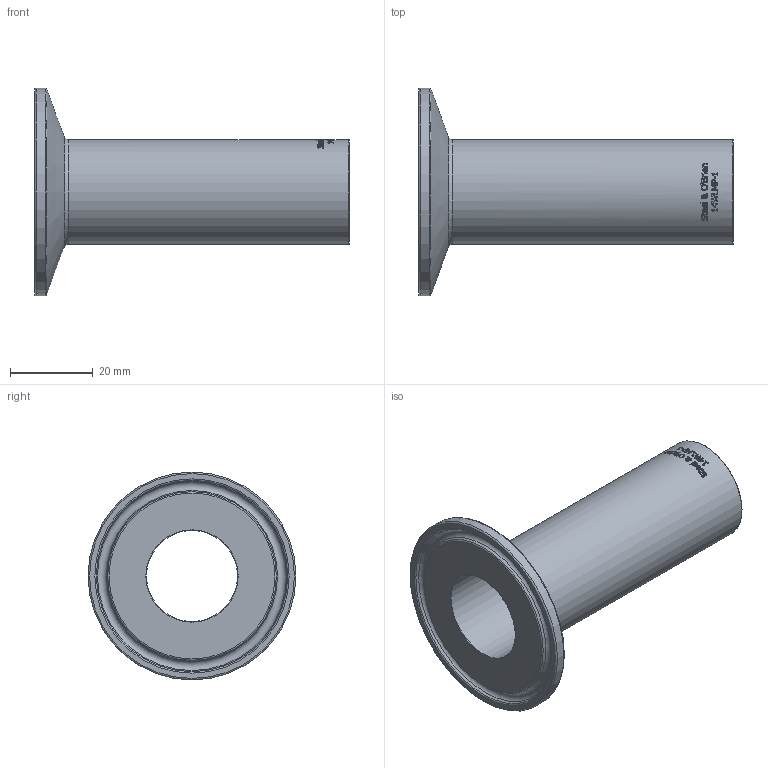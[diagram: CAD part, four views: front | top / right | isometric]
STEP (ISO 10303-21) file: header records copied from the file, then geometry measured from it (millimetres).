
FILE_DESCRIPTION(/* description */ (''),/* implementation_level */ '2;1');
FILE_NAME(/* name */ '14WLMP-1.stp',/* time_stamp */ '2019-01-23T16:17:27-05:00',/* author */ ('rick'),/* organization */ (''),/* preprocessor_version */ 'ST-DEVELOPER v15.2',/* originating_system */ 'Autodesk Inventor 2014',/* authorisation */ '');
FILE_SCHEMA (('AUTOMOTIVE_DESIGN { 1 0 10303 214 3 1 1 }'));
Length unit declared in the file: inch
Products named in the file (1): 14WLMP-1
Bounding box: 76.2 x 50.39 x 50.39 mm (x, y, z)
Volume: 16162.2 mm3; surface area: 14724.9 mm2
Topology: 1 solids, 1 shells, 337 faces, 894 edges, 592 vertices
Faces by surface type: plane 161, bspline 129, cylinder 35, torus 9, cone 3
Full cylindrical faces by diameter (mm): 22.098 x1, 25.4 x1, 50.394 x1
Entity records: 12821 total; most frequent: CARTESIAN_POINT 5129, ORIENTED_EDGE 1758, DIRECTION 1247, EDGE_CURVE 879, VERTEX_POINT 592, AXIS2_PLACEMENT_3D 417, LINE 413, VECTOR 413
